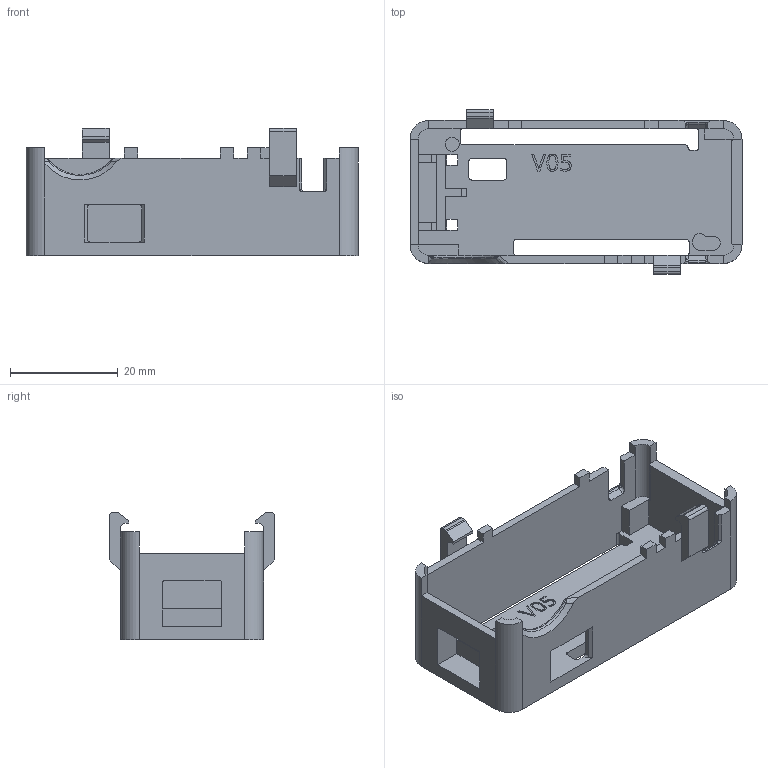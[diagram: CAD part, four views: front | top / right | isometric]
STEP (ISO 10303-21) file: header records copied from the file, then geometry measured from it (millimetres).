
FILE_DESCRIPTION(/* description */ ('STEP AP242','CAx-IF Rec.Pracs.---Representation and Presentation of Product Manufacturing Information (PMI)---4.0---2014-10-13','CAx-IF Rec.Pracs.---3D Tessellated Geometry---0.4---2014-09-14','2;1'),/* implementation_level */ '2;1');
FILE_NAME(/* name */ '6722bfc6016b9b03ae211390',/* time_stamp */ '2024-10-30T23:22:46Z',/* author */ (''),/* organization */ (''),/* preprocessor_version */ 'ST-DEVELOPER v20',/* originating_system */ ' ',/* authorisation */ ' ');
FILE_SCHEMA (('AP242_MANAGED_MODEL_BASED_3D_ENGINEERING_MIM_LF { 1 0 10303 442 1 1 4 }'));
Length unit declared in the file: metre
Products named in the file (1): Swiss Army Case V05
Bounding box: 61.5 x 30.5 x 23.55 mm (x, y, z)
Volume: 7359.3 mm3; surface area: 9143.3 mm2
Topology: 1 solids, 1 shells, 399 faces, 1088 edges, 714 vertices
Faces by surface type: plane 261, cylinder 97, bspline 35, torus 5, cone 1
Full cylindrical faces by diameter (mm): 1.256 x2, 2.591 x2, 2.6 x1, 3.791 x2
Entity records: 12731 total; most frequent: CARTESIAN_POINT 2706, ORIENTED_EDGE 2154, DIRECTION 1932, EDGE_CURVE 1077, LINE 798, VECTOR 798, VERTEX_POINT 712, AXIS2_PLACEMENT_3D 567
